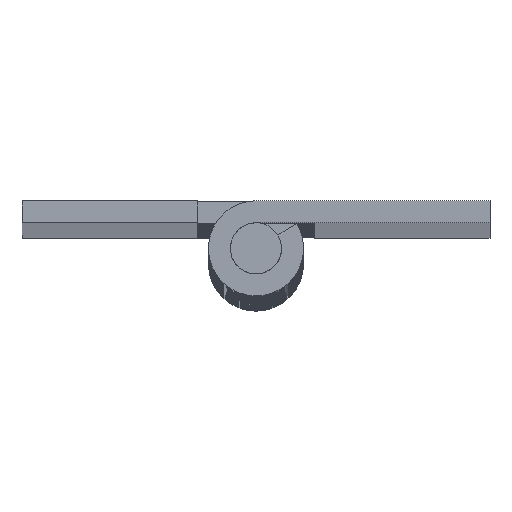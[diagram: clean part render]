
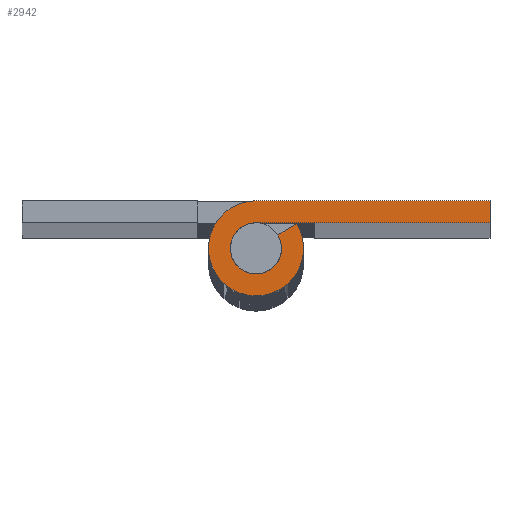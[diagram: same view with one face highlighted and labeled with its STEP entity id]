
A CAD part, top view. The second image highlights one B-rep face of the part: STEP entity #2942.
In plain terms, the highlighted free-form (B-spline) face has degree [1, 1] with [2, 2] control points.
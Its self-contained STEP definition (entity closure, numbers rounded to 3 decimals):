
#2865=CARTESIAN_POINT('',(-4.164,3.575,600.));
#2866=CARTESIAN_POINT('',(16.959,3.575,600.));
#2867=CARTESIAN_POINT('',(-4.164,-3.574,600.));
#2868=CARTESIAN_POINT('',(16.959,-3.574,600.));
#2869=B_SPLINE_SURFACE_WITH_KNOTS('',1,1,((#2865,#2867),(#2866,#2868)),.UNSPECIFIED.,.F.,.F.,.U.,(2,2),(2,2),(0.0,21.123),(0.0,7.149),.UNSPECIFIED.);
#2870=CARTESIAN_POINT('',(0.,3.25,600.));
#2871=VERTEX_POINT('',#2870);
#2872=CARTESIAN_POINT('',(16.0,3.25,600.));
#2873=VERTEX_POINT('',#2872);
#2874=CARTESIAN_POINT('',(0.,3.25,600.));
#2875=CARTESIAN_POINT('',(16.0,3.25,600.));
#2876=QUASI_UNIFORM_CURVE('',1,(#2874,#2875),.UNSPECIFIED.,.F.,.U.);
#2877=EDGE_CURVE('',#2871,#2873,#2876,.T.);
#2878=ORIENTED_EDGE('',*,*,#2877,.F.);
#2879=CARTESIAN_POINT('',(2.77,1.7,600.));
#2880=VERTEX_POINT('',#2879);
#2881=CARTESIAN_POINT('',(0.0,3.25,600.));
#2882=CARTESIAN_POINT('',(-2.511,3.25,600.));
#2883=CARTESIAN_POINT('',(-3.145,0.82,600.));
#2884=CARTESIAN_POINT('',(-3.778,-1.61,600.));
#2885=CARTESIAN_POINT('',(-1.587,-2.836,600.));
#2886=CARTESIAN_POINT('',(0.604,-4.062,600.));
#2887=CARTESIAN_POINT('',(2.344,-2.251,600.));
#2888=CARTESIAN_POINT('',(4.083,-0.44,600.));
#2889=CARTESIAN_POINT('',(2.77,1.7,600.));
#2897=(BOUNDED_CURVE()B_SPLINE_CURVE(2,(#2881,#2882,#2883,#2884,#2885,#2886,#2887,#2888,#2889),.UNSPECIFIED.,.F.,.U.)B_SPLINE_CURVE_WITH_KNOTS((3,2,2,2,3),(0.0,0.25,0.5,0.75,1.0),.UNSPECIFIED.)CURVE()GEOMETRIC_REPRESENTATION_ITEM()RATIONAL_B_SPLINE_CURVE((1.0,0.791,1.0,0.791,1.0,0.791,1.0,0.791,1.0))REPRESENTATION_ITEM(''));
#2898=EDGE_CURVE('',#2871,#2880,#2897,.T.);
#2899=ORIENTED_EDGE('',*,*,#2898,.T.);
#2900=CARTESIAN_POINT('',(1.491,0.915,600.));
#2901=VERTEX_POINT('',#2900);
#2902=CARTESIAN_POINT('',(1.491,0.915,600.));
#2903=CARTESIAN_POINT('',(2.77,1.7,600.));
#2904=QUASI_UNIFORM_CURVE('',1,(#2902,#2903),.UNSPECIFIED.,.F.,.U.);
#2905=EDGE_CURVE('',#2901,#2880,#2904,.T.);
#2906=ORIENTED_EDGE('',*,*,#2905,.F.);
#2907=CARTESIAN_POINT('',(0.,1.75,600.));
#2908=VERTEX_POINT('',#2907);
#2909=CARTESIAN_POINT('',(0.0,1.75,600.));
#2910=CARTESIAN_POINT('',(-1.352,1.75,600.));
#2911=CARTESIAN_POINT('',(-1.693,0.442,600.));
#2912=CARTESIAN_POINT('',(-2.035,-0.867,600.));
#2913=CARTESIAN_POINT('',(-0.855,-1.527,600.));
#2914=CARTESIAN_POINT('',(0.325,-2.187,600.));
#2915=CARTESIAN_POINT('',(1.262,-1.212,600.));
#2916=CARTESIAN_POINT('',(2.199,-0.237,600.));
#2917=CARTESIAN_POINT('',(1.491,0.915,600.));
#2925=(BOUNDED_CURVE()B_SPLINE_CURVE(2,(#2909,#2910,#2911,#2912,#2913,#2914,#2915,#2916,#2917),.UNSPECIFIED.,.F.,.U.)B_SPLINE_CURVE_WITH_KNOTS((3,2,2,2,3),(0.0,0.25,0.5,0.75,1.0),.UNSPECIFIED.)CURVE()GEOMETRIC_REPRESENTATION_ITEM()RATIONAL_B_SPLINE_CURVE((1.0,0.791,1.0,0.791,1.0,0.791,1.0,0.791,1.0))REPRESENTATION_ITEM(''));
#2926=EDGE_CURVE('',#2908,#2901,#2925,.T.);
#2927=ORIENTED_EDGE('',*,*,#2926,.F.);
#2928=CARTESIAN_POINT('',(16.0,1.75,600.));
#2929=VERTEX_POINT('',#2928);
#2930=CARTESIAN_POINT('',(16.0,1.75,600.));
#2931=CARTESIAN_POINT('',(0.,1.75,600.));
#2932=QUASI_UNIFORM_CURVE('',1,(#2930,#2931),.UNSPECIFIED.,.F.,.U.);
#2933=EDGE_CURVE('',#2929,#2908,#2932,.T.);
#2934=ORIENTED_EDGE('',*,*,#2933,.F.);
#2935=CARTESIAN_POINT('',(16.0,3.25,600.));
#2936=CARTESIAN_POINT('',(16.0,1.75,600.));
#2937=QUASI_UNIFORM_CURVE('',1,(#2935,#2936),.UNSPECIFIED.,.F.,.U.);
#2938=EDGE_CURVE('',#2873,#2929,#2937,.T.);
#2939=ORIENTED_EDGE('',*,*,#2938,.F.);
#2940=EDGE_LOOP('',(#2878,#2899,#2906,#2927,#2934,#2939));
#2941=FACE_OUTER_BOUND('',#2940,.T.);
#2942=ADVANCED_FACE('',(#2941),#2869,.F.);
